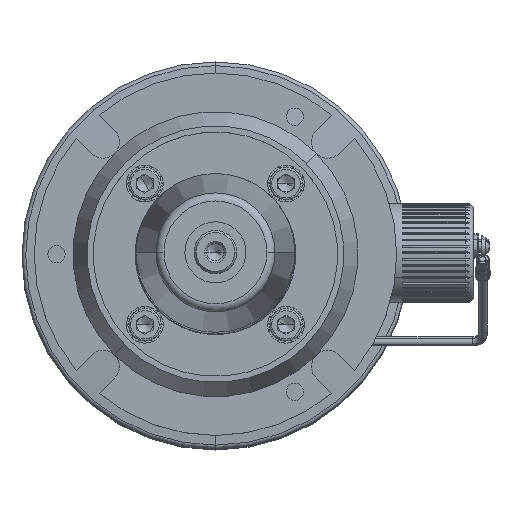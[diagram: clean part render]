
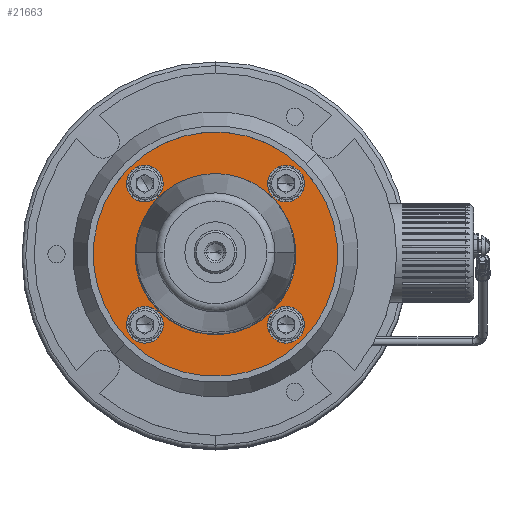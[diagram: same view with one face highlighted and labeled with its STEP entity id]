
A CAD part, top view. The second image highlights one B-rep face of the part: STEP entity #21663.
In plain terms, the highlighted planar face has unit normal (0, 0, 1).
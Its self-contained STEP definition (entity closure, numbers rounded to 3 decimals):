
#2245 = CIRCLE ( 'NONE', #10506, 39.5 ) ;
#2250 = CIRCLE ( 'NONE', #10505, 5.5 ) ;
#2473 = CIRCLE ( 'NONE', #10566, 5.5 ) ;
#2608 = CIRCLE ( 'NONE', #10519, 5.5 ) ;
#2680 = CIRCLE ( 'NONE', #10513, 5.5 ) ;
#2714 = CIRCLE ( 'NONE', #10553, 60. ) ;
#3040 = CIRCLE ( 'NONE', #10458, 5.5 ) ;
#3078 = CIRCLE ( 'NONE', #10490, 5.5 ) ;
#3132 = CIRCLE ( 'NONE', #10496, 5.5 ) ;
#3163 = CIRCLE ( 'NONE', #10500, 39.5 ) ;
#5953 = EDGE_LOOP ( 'NONE', ( #9469, #9454 ) ) ;
#7181 = CIRCLE ( 'NONE', #10466, 60. ) ;
#7738 = CIRCLE ( 'NONE', #10454, 5.5 ) ;
#9448 = ORIENTED_EDGE ( 'NONE', *, *, #20368, .F. ) ;
#9454 = ORIENTED_EDGE ( 'NONE', *, *, #20395, .F. ) ;
#9459 = ORIENTED_EDGE ( 'NONE', *, *, #20324, .F. ) ;
#9461 = ORIENTED_EDGE ( 'NONE', *, *, #20421, .T. ) ;
#9467 = ORIENTED_EDGE ( 'NONE', *, *, #20403, .F. ) ;
#9468 = ORIENTED_EDGE ( 'NONE', *, *, #20340, .F. ) ;
#9469 = ORIENTED_EDGE ( 'NONE', *, *, #20342, .F. ) ;
#9480 = ORIENTED_EDGE ( 'NONE', *, *, #20255, .F. ) ;
#9496 = ORIENTED_EDGE ( 'NONE', *, *, #20328, .F. ) ;
#9506 = ORIENTED_EDGE ( 'NONE', *, *, #20306, .T. ) ;
#9516 = ORIENTED_EDGE ( 'NONE', *, *, #20397, .F. ) ;
#9528 = ORIENTED_EDGE ( 'NONE', *, *, #20422, .F. ) ;
#10454 = AXIS2_PLACEMENT_3D ( 'NONE', #40397, #40399, #40487 ) ;
#10458 = AXIS2_PLACEMENT_3D ( 'NONE', #39048, #39274, #39268 ) ;
#10466 = AXIS2_PLACEMENT_3D ( 'NONE', #40994, #40933, #40982 ) ;
#10490 = AXIS2_PLACEMENT_3D ( 'NONE', #39044, #39183, #39202 ) ;
#10496 = AXIS2_PLACEMENT_3D ( 'NONE', #39297, #39449, #39359 ) ;
#10500 = AXIS2_PLACEMENT_3D ( 'NONE', #39351, #39455, #39369 ) ;
#10505 = AXIS2_PLACEMENT_3D ( 'NONE', #39585, #39593, #39632 ) ;
#10506 = AXIS2_PLACEMENT_3D ( 'NONE', #31486, #31471, #31505 ) ;
#10513 = AXIS2_PLACEMENT_3D ( 'NONE', #31577, #31542, #31531 ) ;
#10519 = AXIS2_PLACEMENT_3D ( 'NONE', #31521, #31496, #31476 ) ;
#10553 = AXIS2_PLACEMENT_3D ( 'NONE', #31567, #31528, #31526 ) ;
#10566 = AXIS2_PLACEMENT_3D ( 'NONE', #31491, #31508, #31500 ) ;
#11546 = FACE_BOUND ( 'NONE', #42484, .T. ) ;
#11552 = FACE_BOUND ( 'NONE', #32996, .T. ) ;
#11557 = FACE_OUTER_BOUND ( 'NONE', #42486, .T. ) ;
#11562 = FACE_BOUND ( 'NONE', #42472, .T. ) ;
#11564 = FACE_BOUND ( 'NONE', #42458, .T. ) ;
#11566 = FACE_BOUND ( 'NONE', #5953, .T. ) ;
#15383 = CARTESIAN_POINT ( 'NONE',  ( 42.426, 42.426, 109.5 ) ) ;
#15453 = CARTESIAN_POINT ( 'NONE',  ( -42.426, -42.426, 109.5 ) ) ;
#15464 = CARTESIAN_POINT ( 'NONE',  ( -38.537, -38.537, 109.5 ) ) ;
#15471 = CARTESIAN_POINT ( 'NONE',  ( 30.759, -38.537, 109.5 ) ) ;
#15478 = CARTESIAN_POINT ( 'NONE',  ( -38.537, 30.759, 109.5 ) ) ;
#15484 = CARTESIAN_POINT ( 'NONE',  ( 38.537, 38.537, 109.5 ) ) ;
#15492 = CARTESIAN_POINT ( 'NONE',  ( 30.759, 30.759, 109.5 ) ) ;
#15508 = CARTESIAN_POINT ( 'NONE',  ( -30.759, -30.759, 109.5 ) ) ;
#15518 = CARTESIAN_POINT ( 'NONE',  ( 38.537, -30.759, 109.5 ) ) ;
#15523 = CARTESIAN_POINT ( 'NONE',  ( 27.931, 27.931, 109.5 ) ) ;
#15536 = CARTESIAN_POINT ( 'NONE',  ( -27.931, -27.931, 109.5 ) ) ;
#15542 = CARTESIAN_POINT ( 'NONE',  ( -30.759, 38.537, 109.5 ) ) ;
#20255 = EDGE_CURVE ( 'NONE', #56448, #56431, #7738, .T. ) ;
#20306 = EDGE_CURVE ( 'NONE', #56446, #56376, #7181, .T. ) ;
#20324 = EDGE_CURVE ( 'NONE', #56430, #56498, #3078, .T. ) ;
#20328 = EDGE_CURVE ( 'NONE', #56456, #56480, #3040, .T. ) ;
#20340 = EDGE_CURVE ( 'NONE', #56431, #56448, #3132, .T. ) ;
#20342 = EDGE_CURVE ( 'NONE', #56483, #56487, #3163, .T. ) ;
#20368 = EDGE_CURVE ( 'NONE', #56475, #56502, #2250, .T. ) ;
#20395 = EDGE_CURVE ( 'NONE', #56487, #56483, #2245, .T. ) ;
#20397 = EDGE_CURVE ( 'NONE', #56480, #56456, #2608, .T. ) ;
#20403 = EDGE_CURVE ( 'NONE', #56502, #56475, #2473, .T. ) ;
#20421 = EDGE_CURVE ( 'NONE', #56376, #56446, #2714, .T. ) ;
#20422 = EDGE_CURVE ( 'NONE', #56498, #56430, #2680, .T. ) ;
#21663 = ADVANCED_FACE ( 'NONE', ( #11566, #11552, #11546, #11562, #11564, #11557 ), #38474, .T. ) ;
#31471 = DIRECTION ( 'NONE',  ( 0., 0., 1. ) ) ;
#31476 = DIRECTION ( 'NONE',  ( 0.707, 0.707, 0. ) ) ;
#31486 = CARTESIAN_POINT ( 'NONE',  ( 0., 0., 109.5 ) ) ;
#31491 = CARTESIAN_POINT ( 'NONE',  ( -34.648, 34.648, 109.5 ) ) ;
#31496 = DIRECTION ( 'NONE',  ( 0., 0., 1. ) ) ;
#31500 = DIRECTION ( 'NONE',  ( 0.707, 0.707, 0. ) ) ;
#31505 = DIRECTION ( 'NONE',  ( 0.707, 0.707, 0. ) ) ;
#31508 = DIRECTION ( 'NONE',  ( 0., 0., 1. ) ) ;
#31521 = CARTESIAN_POINT ( 'NONE',  ( 34.648, -34.648, 109.5 ) ) ;
#31526 = DIRECTION ( 'NONE',  ( 0.707, 0.707, 0. ) ) ;
#31528 = DIRECTION ( 'NONE',  ( 0., 0., 1. ) ) ;
#31531 = DIRECTION ( 'NONE',  ( 0.707, 0.707, 0. ) ) ;
#31542 = DIRECTION ( 'NONE',  ( 0., 0., 1. ) ) ;
#31567 = CARTESIAN_POINT ( 'NONE',  ( 0., 0., 109.5 ) ) ;
#31577 = CARTESIAN_POINT ( 'NONE',  ( -34.648, -34.648, 109.5 ) ) ;
#32996 = EDGE_LOOP ( 'NONE', ( #9448, #9467 ) ) ;
#34186 = AXIS2_PLACEMENT_3D ( 'NONE', #38505, #38503, #38479 ) ;
#38474 = PLANE ( 'NONE',  #34186 ) ;
#38479 = DIRECTION ( 'NONE',  ( 0.707, 0.707, 0. ) ) ;
#38503 = DIRECTION ( 'NONE',  ( 0., 0., 1. ) ) ;
#38505 = CARTESIAN_POINT ( 'NONE',  ( 0., 0., 109.5 ) ) ;
#39044 = CARTESIAN_POINT ( 'NONE',  ( -34.648, -34.648, 109.5 ) ) ;
#39048 = CARTESIAN_POINT ( 'NONE',  ( 34.648, -34.648, 109.5 ) ) ;
#39183 = DIRECTION ( 'NONE',  ( 0., 0., 1. ) ) ;
#39202 = DIRECTION ( 'NONE',  ( 0.707, 0.707, 0. ) ) ;
#39268 = DIRECTION ( 'NONE',  ( 0.707, 0.707, 0. ) ) ;
#39274 = DIRECTION ( 'NONE',  ( 0., 0., 1. ) ) ;
#39297 = CARTESIAN_POINT ( 'NONE',  ( 34.648, 34.648, 109.5 ) ) ;
#39351 = CARTESIAN_POINT ( 'NONE',  ( 0., 0., 109.5 ) ) ;
#39359 = DIRECTION ( 'NONE',  ( 0.707, 0.707, 0. ) ) ;
#39369 = DIRECTION ( 'NONE',  ( 0.707, 0.707, 0. ) ) ;
#39449 = DIRECTION ( 'NONE',  ( 0., 0., 1. ) ) ;
#39455 = DIRECTION ( 'NONE',  ( 0., 0., 1. ) ) ;
#39585 = CARTESIAN_POINT ( 'NONE',  ( -34.648, 34.648, 109.5 ) ) ;
#39593 = DIRECTION ( 'NONE',  ( 0., 0., 1. ) ) ;
#39632 = DIRECTION ( 'NONE',  ( 0.707, 0.707, 0. ) ) ;
#40397 = CARTESIAN_POINT ( 'NONE',  ( 34.648, 34.648, 109.5 ) ) ;
#40399 = DIRECTION ( 'NONE',  ( 0., 0., 1. ) ) ;
#40487 = DIRECTION ( 'NONE',  ( 0.707, 0.707, 0. ) ) ;
#40933 = DIRECTION ( 'NONE',  ( 0., 0., 1. ) ) ;
#40982 = DIRECTION ( 'NONE',  ( 0.707, 0.707, 0. ) ) ;
#40994 = CARTESIAN_POINT ( 'NONE',  ( 0., 0., 109.5 ) ) ;
#42458 = EDGE_LOOP ( 'NONE', ( #9480, #9468 ) ) ;
#42472 = EDGE_LOOP ( 'NONE', ( #9459, #9528 ) ) ;
#42484 = EDGE_LOOP ( 'NONE', ( #9496, #9516 ) ) ;
#42486 = EDGE_LOOP ( 'NONE', ( #9461, #9506 ) ) ;
#56376 = VERTEX_POINT ( 'NONE', #15383 ) ;
#56430 = VERTEX_POINT ( 'NONE', #15464 ) ;
#56431 = VERTEX_POINT ( 'NONE', #15484 ) ;
#56446 = VERTEX_POINT ( 'NONE', #15453 ) ;
#56448 = VERTEX_POINT ( 'NONE', #15492 ) ;
#56456 = VERTEX_POINT ( 'NONE', #15471 ) ;
#56475 = VERTEX_POINT ( 'NONE', #15478 ) ;
#56480 = VERTEX_POINT ( 'NONE', #15518 ) ;
#56483 = VERTEX_POINT ( 'NONE', #15536 ) ;
#56487 = VERTEX_POINT ( 'NONE', #15523 ) ;
#56498 = VERTEX_POINT ( 'NONE', #15508 ) ;
#56502 = VERTEX_POINT ( 'NONE', #15542 ) ;
